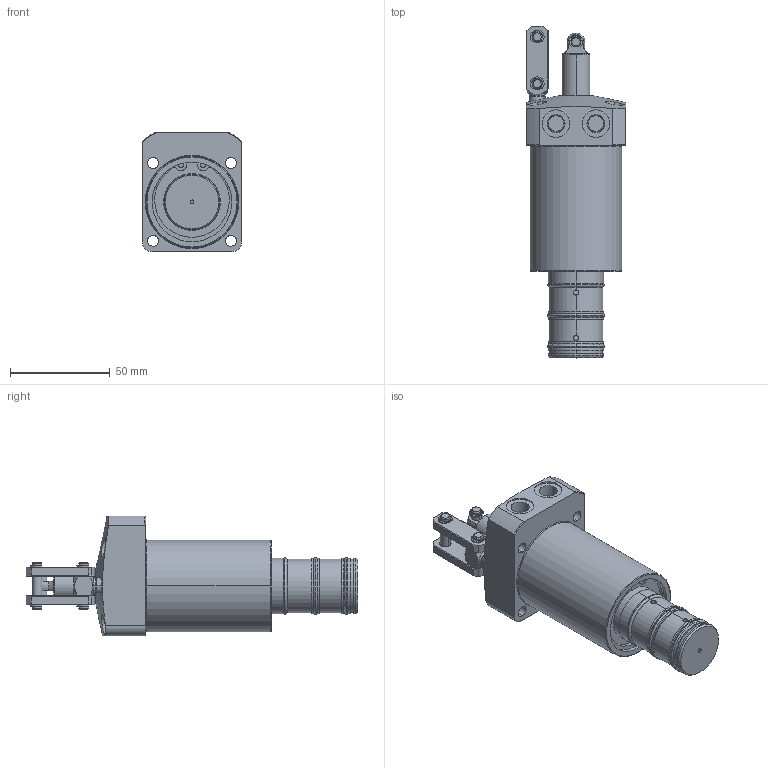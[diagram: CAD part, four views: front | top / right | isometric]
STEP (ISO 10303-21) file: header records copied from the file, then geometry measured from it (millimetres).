
FILE_DESCRIPTION (( 'STEP AP203' ), '1' );
FILE_NAME ('WCE1001-2SLM.STEP', '2018-12-15T06:48:24', ( '微软用户' ), ( '微软中国' ), 'SwSTEP 2.0', 'SolidWorks 2012', '' );
FILE_SCHEMA (( 'CONFIG_CONTROL_DESIGN' ));
Length unit declared in the file: millimetre
Products named in the file (9): WCE1001-2SLM; WCE1001-M_肵巍催獉; ETW-3; WCA0320_嵋裡葨凰_4WC100025-00; LM0360_诉輥E2_4L60308-00; LM0360_诉輥E1_4L60307-00; WCE1000_咂衝椳紕_; WCE1000_菛巍催獉; WCE1000-S_槭暌溱
Assembly tree (15 placements, depth 2):
  WCE1001-2SLM
    WCE1000-S_槭暌溱
    WCE1000_菛巍催獉
    WCE1000_咂衝椳紕_
    LM0360_诉輥E1_4L60307-00
    LM0360_诉輥E2_4L60308-00  x2
    WCA0320_嵋裡葨凰_4WC100025-00  x2
    ETW-3  x6
    WCE1001-M_肵巍催獉
Bounding box: 50 x 166.5 x 60 mm (x, y, z)
Volume: 194634.2 mm3; surface area: 38785.8 mm2
Topology: 18 solids, 19 shells, 537 faces, 1266 edges, 798 vertices
Faces by surface type: cylinder 250, plane 148, torus 74, cone 63, sphere 2
Entity records: 11817 total; most frequent: CARTESIAN_POINT 2375, DIRECTION 1950, ORIENTED_EDGE 1596, AXIS2_PLACEMENT_3D 831, EDGE_CURVE 798, VERTEX_POINT 496, CIRCLE 458, EDGE_LOOP 410
